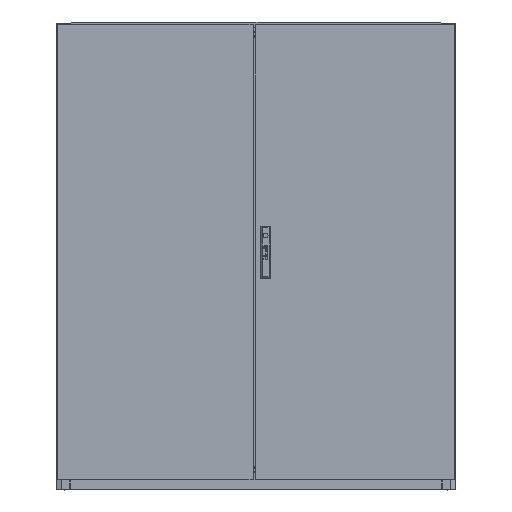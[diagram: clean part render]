
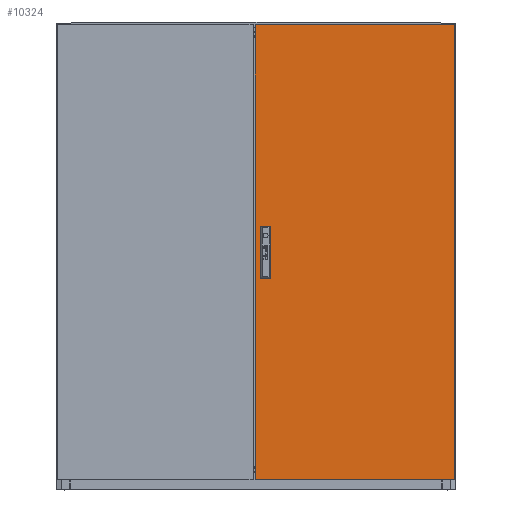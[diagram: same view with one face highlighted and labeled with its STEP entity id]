
A CAD part, top view. The second image highlights one B-rep face of the part: STEP entity #10324.
In plain terms, the highlighted planar face has unit normal (0, 0, 1).
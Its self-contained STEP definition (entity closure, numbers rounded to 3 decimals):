
#10 = DIRECTION ( 'NONE',  ( 0., -1., 0. ) ) ;
#1181 = LINE ( 'NONE', #20340, #63744 ) ;
#2996 = VECTOR ( 'NONE', #76983, 1000. ) ;
#5505 = VECTOR ( 'NONE', #10, 1000. ) ;
#8486 = VECTOR ( 'NONE', #32333, 1000. ) ;
#8771 = EDGE_CURVE ( 'NONE', #56223, #23104, #65567, .T. ) ;
#10324 = ADVANCED_FACE ( 'NONE', ( #131111, #90820 ), #40532, .T. ) ;
#11895 = CARTESIAN_POINT ( 'NONE',  ( -252.8, 0., 0. ) ) ;
#20340 = CARTESIAN_POINT ( 'NONE',  ( -300., 683.5, 0. ) ) ;
#21126 = CARTESIAN_POINT ( 'NONE',  ( -283.2, 78.5, 0. ) ) ;
#23104 = VERTEX_POINT ( 'NONE', #129117 ) ;
#24644 = ORIENTED_EDGE ( 'NONE', *, *, #96931, .T. ) ;
#25786 = CARTESIAN_POINT ( 'NONE',  ( -283.2, 0., 0. ) ) ;
#26140 = EDGE_LOOP ( 'NONE', ( #59657, #127702, #66319, #56187 ) ) ;
#30656 = CARTESIAN_POINT ( 'NONE',  ( -252.8, 78.5, 0. ) ) ;
#31434 = VECTOR ( 'NONE', #32994, 1000. ) ;
#32333 = DIRECTION ( 'NONE',  ( -1., 0., 0. ) ) ;
#32994 = DIRECTION ( 'NONE',  ( 1., 0., 0. ) ) ;
#37631 = DIRECTION ( 'NONE',  ( 0., -1., 0. ) ) ;
#37930 = VECTOR ( 'NONE', #116611, 1000. ) ;
#39823 = LINE ( 'NONE', #102199, #8486 ) ;
#40532 = PLANE ( 'NONE',  #65014 ) ;
#44273 = VERTEX_POINT ( 'NONE', #30656 ) ;
#44978 = EDGE_CURVE ( 'NONE', #135651, #44273, #125057, .T. ) ;
#53334 = CARTESIAN_POINT ( 'NONE',  ( 300., 683.5, 0. ) ) ;
#56187 = ORIENTED_EDGE ( 'NONE', *, *, #113235, .F. ) ;
#56223 = VERTEX_POINT ( 'NONE', #79575 ) ;
#56606 = EDGE_LOOP ( 'NONE', ( #90719, #24644, #95102, #122088 ) ) ;
#58571 = VERTEX_POINT ( 'NONE', #123313 ) ;
#58615 = CARTESIAN_POINT ( 'NONE',  ( -283.2, -78.5, 0. ) ) ;
#59657 = ORIENTED_EDGE ( 'NONE', *, *, #125845, .F. ) ;
#60508 = VERTEX_POINT ( 'NONE', #151513 ) ;
#63038 = CARTESIAN_POINT ( 'NONE',  ( -300., -683.5, 0. ) ) ;
#63744 = VECTOR ( 'NONE', #102560, 1000. ) ;
#65014 = AXIS2_PLACEMENT_3D ( 'NONE', #122495, #146682, #76412 ) ;
#65567 = LINE ( 'NONE', #53334, #2996 ) ;
#66319 = ORIENTED_EDGE ( 'NONE', *, *, #76229, .T. ) ;
#74213 = CARTESIAN_POINT ( 'NONE',  ( -283.2, 78.5, 0. ) ) ;
#76229 = EDGE_CURVE ( 'NONE', #44273, #77768, #99274, .T. ) ;
#76412 = DIRECTION ( 'NONE',  ( 1., 0., 0. ) ) ;
#76983 = DIRECTION ( 'NONE',  ( 0., 1., 0. ) ) ;
#77768 = VERTEX_POINT ( 'NONE', #142292 ) ;
#79575 = CARTESIAN_POINT ( 'NONE',  ( 300., -683.5, 0. ) ) ;
#88837 = EDGE_CURVE ( 'NONE', #58571, #56223, #89271, .T. ) ;
#89271 = LINE ( 'NONE', #63038, #92942 ) ;
#90719 = ORIENTED_EDGE ( 'NONE', *, *, #8771, .T. ) ;
#90820 = FACE_BOUND ( 'NONE', #26140, .T. ) ;
#92942 = VECTOR ( 'NONE', #145162, 1000. ) ;
#95102 = ORIENTED_EDGE ( 'NONE', *, *, #148824, .T. ) ;
#96931 = EDGE_CURVE ( 'NONE', #23104, #60508, #39823, .T. ) ;
#99274 = LINE ( 'NONE', #11895, #5505 ) ;
#100380 = LINE ( 'NONE', #58615, #37930 ) ;
#102199 = CARTESIAN_POINT ( 'NONE',  ( -300., 683.5, 0. ) ) ;
#102560 = DIRECTION ( 'NONE',  ( 0., -1., 0. ) ) ;
#112375 = LINE ( 'NONE', #25786, #147311 ) ;
#113235 = EDGE_CURVE ( 'NONE', #133357, #77768, #100380, .T. ) ;
#116611 = DIRECTION ( 'NONE',  ( 1., 0., 0. ) ) ;
#122088 = ORIENTED_EDGE ( 'NONE', *, *, #88837, .T. ) ;
#122495 = CARTESIAN_POINT ( 'NONE',  ( 0., 0., 0. ) ) ;
#123313 = CARTESIAN_POINT ( 'NONE',  ( -300., -683.5, 0. ) ) ;
#125057 = LINE ( 'NONE', #21126, #31434 ) ;
#125845 = EDGE_CURVE ( 'NONE', #135651, #133357, #112375, .T. ) ;
#127702 = ORIENTED_EDGE ( 'NONE', *, *, #44978, .T. ) ;
#129117 = CARTESIAN_POINT ( 'NONE',  ( 300., 683.5, 0. ) ) ;
#131111 = FACE_OUTER_BOUND ( 'NONE', #56606, .T. ) ;
#133357 = VERTEX_POINT ( 'NONE', #144626 ) ;
#135651 = VERTEX_POINT ( 'NONE', #74213 ) ;
#142292 = CARTESIAN_POINT ( 'NONE',  ( -252.8, -78.5, 0. ) ) ;
#144626 = CARTESIAN_POINT ( 'NONE',  ( -283.2, -78.5, 0. ) ) ;
#145162 = DIRECTION ( 'NONE',  ( 1., 0., 0. ) ) ;
#146682 = DIRECTION ( 'NONE',  ( 0., 0., 1. ) ) ;
#147311 = VECTOR ( 'NONE', #37631, 1000. ) ;
#148824 = EDGE_CURVE ( 'NONE', #60508, #58571, #1181, .T. ) ;
#151513 = CARTESIAN_POINT ( 'NONE',  ( -300., 683.5, 0. ) ) ;
